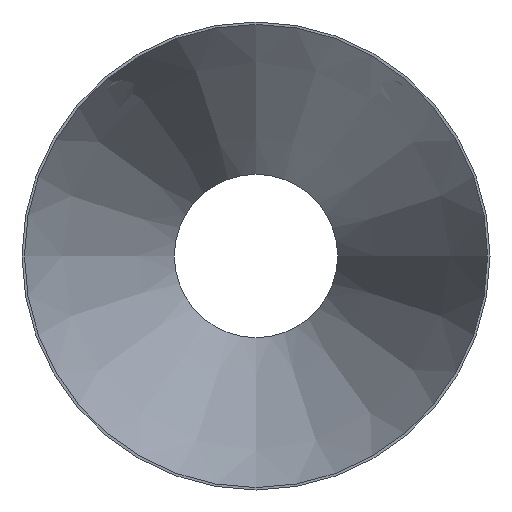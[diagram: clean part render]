
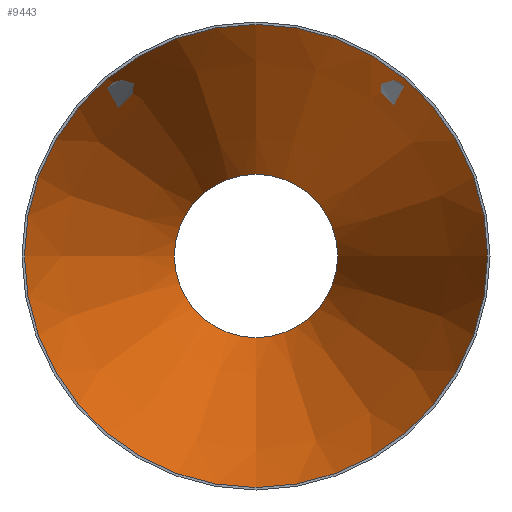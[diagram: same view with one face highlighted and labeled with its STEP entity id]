
A CAD part, front view. The second image highlights one B-rep face of the part: STEP entity #9443.
In plain terms, the highlighted conical face has half-angle 21.024 degrees and reference radius 301.586 mm.
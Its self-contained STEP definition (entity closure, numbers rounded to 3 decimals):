
#1687 = ORIENTED_EDGE ( 'NONE', *, *, #42568, .T. ) ;
#2233 = DIRECTION ( 'NONE',  ( 0., 0., -1. ) ) ;
#2257 = CARTESIAN_POINT ( 'NONE',  ( 0., 0., 0. ) ) ;
#5915 = EDGE_LOOP ( 'NONE', ( #18864 ) ) ;
#7482 = CONICAL_SURFACE ( 'NONE', #38635, 301.586, 0.367 ) ;
#8847 = FACE_OUTER_BOUND ( 'NONE', #14003, .T. ) ;
#9443 = ADVANCED_FACE ( 'NONE', ( #44937, #8847 ), #7482, .F. ) ;
#9890 = DIRECTION ( 'NONE',  ( 0., 0., -1. ) ) ;
#12338 = CARTESIAN_POINT ( 'NONE',  ( 0., 508., -106.336 ) ) ;
#13484 = CIRCLE ( 'NONE', #33697, 301.586 ) ;
#14003 = EDGE_LOOP ( 'NONE', ( #1687 ) ) ;
#16672 = DIRECTION ( 'NONE',  ( 0., 0., -1. ) ) ;
#16823 = CARTESIAN_POINT ( 'NONE',  ( 0., 0., -301.586 ) ) ;
#18864 = ORIENTED_EDGE ( 'NONE', *, *, #37250, .F. ) ;
#20879 = CARTESIAN_POINT ( 'NONE',  ( 0., 508., 0. ) ) ;
#22574 = CIRCLE ( 'NONE', #40287, 106.336 ) ;
#32358 = VERTEX_POINT ( 'NONE', #12338 ) ;
#33697 = AXIS2_PLACEMENT_3D ( 'NONE', #34350, #38316, #2233 ) ;
#34350 = CARTESIAN_POINT ( 'NONE',  ( 0., 0., 0. ) ) ;
#37250 = EDGE_CURVE ( 'NONE', #32358, #32358, #22574, .T. ) ;
#38316 = DIRECTION ( 'NONE',  ( 0., -1., 0. ) ) ;
#38635 = AXIS2_PLACEMENT_3D ( 'NONE', #2257, #45988, #9890 ) ;
#40287 = AXIS2_PLACEMENT_3D ( 'NONE', #20879, #49110, #16672 ) ;
#42568 = EDGE_CURVE ( 'NONE', #48465, #48465, #13484, .T. ) ;
#44937 = FACE_BOUND ( 'NONE', #5915, .T. ) ;
#45988 = DIRECTION ( 'NONE',  ( 0., -1., 0. ) ) ;
#48465 = VERTEX_POINT ( 'NONE', #16823 ) ;
#49110 = DIRECTION ( 'NONE',  ( 0., -1., 0. ) ) ;
